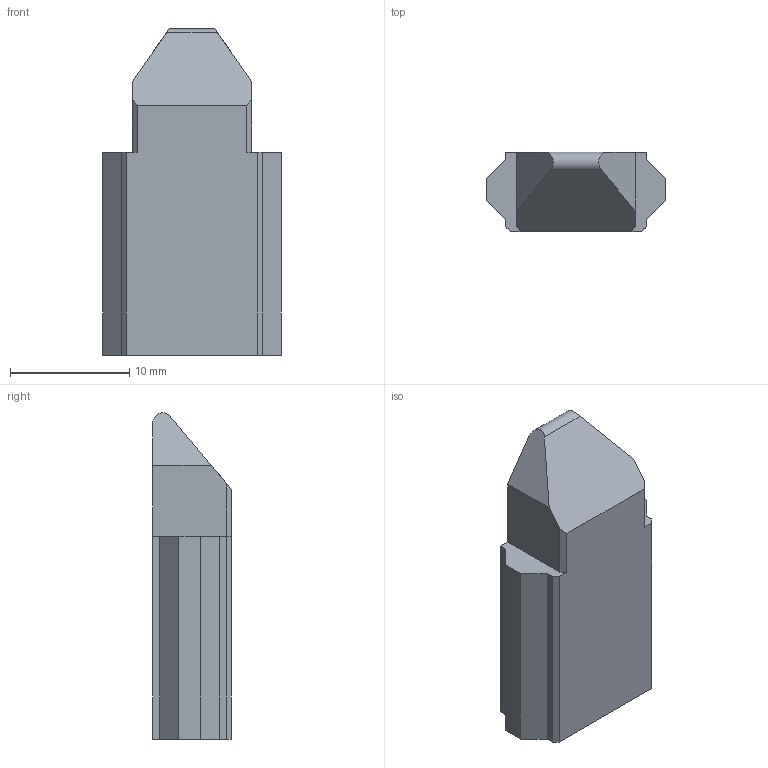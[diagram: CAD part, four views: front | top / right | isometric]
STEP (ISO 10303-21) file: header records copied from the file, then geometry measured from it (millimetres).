
FILE_DESCRIPTION (( 'STEP AP214' ), '1' );
FILE_NAME ('Straight_Mag_Detent_V1.STEP', '2022-10-01T14:50:38', ( '' ), ( '' ), 'SwSTEP 2.0', 'SolidWorks 2020', '' );
FILE_SCHEMA (( 'AUTOMOTIVE_DESIGN' ));
Length unit declared in the file: millimetre
Products named in the file (1): Straight_Mag_Detent_V1
Bounding box: 15 x 6.6 x 27.36 mm (x, y, z)
Volume: 1869.4 mm3; surface area: 1153.7 mm2
Topology: 1 solids, 1 shells, 28 faces, 75 edges, 50 vertices
Faces by surface type: plane 25, cylinder 3
Entity records: 897 total; most frequent: CARTESIAN_POINT 160, ORIENTED_EDGE 150, DIRECTION 135, EDGE_CURVE 75, LINE 69, VECTOR 69, VERTEX_POINT 50, AXIS2_PLACEMENT_3D 33
